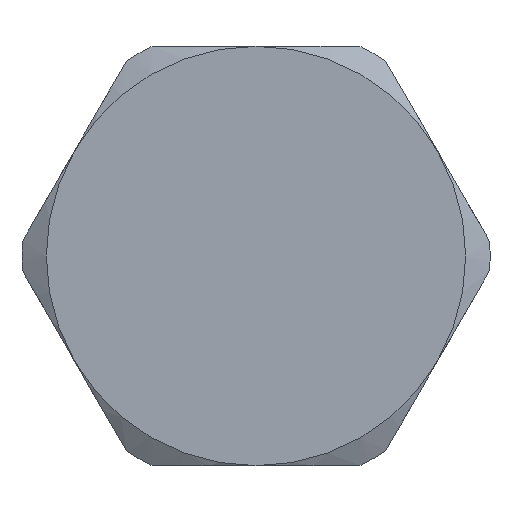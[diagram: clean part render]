
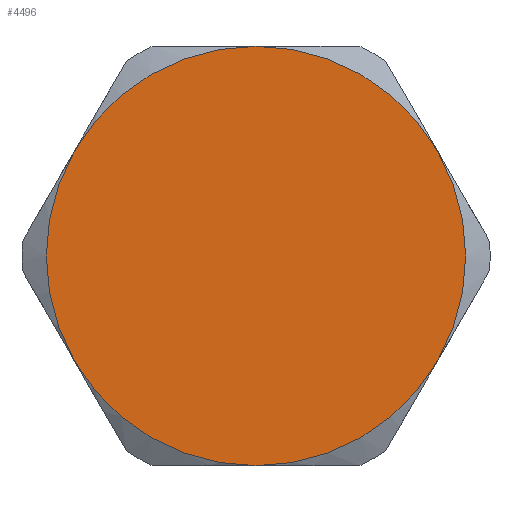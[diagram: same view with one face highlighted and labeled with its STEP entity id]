
A CAD part, left-side view. The second image highlights one B-rep face of the part: STEP entity #4496.
In plain terms, the highlighted planar face has unit normal (-1, 0, 0).
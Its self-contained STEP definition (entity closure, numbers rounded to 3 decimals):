
#333 = CIRCLE ( 'NONE', #8589, 11.11 ) ;
#389 = DIRECTION ( 'NONE',  ( -1., 0., 0. ) ) ;
#457 = CARTESIAN_POINT ( 'NONE',  ( 0., 0., 0. ) ) ;
#631 = DIRECTION ( 'NONE',  ( 1., 0., 0. ) ) ;
#775 = DIRECTION ( 'NONE',  ( 0., 0., -1. ) ) ;
#826 = EDGE_CURVE ( 'NONE', #2029, #5539, #333, .T. ) ;
#1207 = DIRECTION ( 'NONE',  ( -1., 0., 0. ) ) ;
#1217 = DIRECTION ( 'NONE',  ( -1., 0., 0. ) ) ;
#1224 = DIRECTION ( 'NONE',  ( -1., 0., 0. ) ) ;
#1249 = DIRECTION ( 'NONE',  ( 0., 0., 1. ) ) ;
#1282 = CARTESIAN_POINT ( 'NONE',  ( 0., 0., 0. ) ) ;
#1720 = ORIENTED_EDGE ( 'NONE', *, *, #9278, .T. ) ;
#2005 = EDGE_CURVE ( 'NONE', #5070, #6146, #7277, .T. ) ;
#2029 = VERTEX_POINT ( 'NONE', #5839 ) ;
#2210 = CARTESIAN_POINT ( 'NONE',  ( 0., 0., 0. ) ) ;
#2366 = CIRCLE ( 'NONE', #5992, 11.11 ) ;
#2468 = CARTESIAN_POINT ( 'NONE',  ( 0., 0., 0. ) ) ;
#2472 = CARTESIAN_POINT ( 'NONE',  ( 0., 0., 11.11 ) ) ;
#2603 = EDGE_CURVE ( 'NONE', #5973, #5070, #8944, .T. ) ;
#2753 = CIRCLE ( 'NONE', #4220, 11.11 ) ;
#3580 = CARTESIAN_POINT ( 'NONE',  ( 0., -9.622, -5.555 ) ) ;
#3774 = DIRECTION ( 'NONE',  ( 0., 0., 1. ) ) ;
#3787 = CIRCLE ( 'NONE', #4775, 11.11 ) ;
#4220 = AXIS2_PLACEMENT_3D ( 'NONE', #457, #1207, #1249 ) ;
#4265 = DIRECTION ( 'NONE',  ( 0., 0., 1. ) ) ;
#4496 = ADVANCED_FACE ( 'NONE', ( #8329 ), #8407, .F. ) ;
#4775 = AXIS2_PLACEMENT_3D ( 'NONE', #1282, #1217, #5002 ) ;
#4800 = ORIENTED_EDGE ( 'NONE', *, *, #5361, .T. ) ;
#4873 = CARTESIAN_POINT ( 'NONE',  ( 0., -9.622, 5.555 ) ) ;
#4988 = CARTESIAN_POINT ( 'NONE',  ( 0., 0., 0. ) ) ;
#5002 = DIRECTION ( 'NONE',  ( 0., 0., 1. ) ) ;
#5070 = VERTEX_POINT ( 'NONE', #4873 ) ;
#5080 = CARTESIAN_POINT ( 'NONE',  ( 0., 9.622, 5.555 ) ) ;
#5296 = CARTESIAN_POINT ( 'NONE',  ( 0., 0., 0. ) ) ;
#5361 = EDGE_CURVE ( 'NONE', #6146, #7747, #2753, .T. ) ;
#5526 = DIRECTION ( 'NONE',  ( -1., 0., 0. ) ) ;
#5539 = VERTEX_POINT ( 'NONE', #7830 ) ;
#5839 = CARTESIAN_POINT ( 'NONE',  ( 0., 9.622, -5.555 ) ) ;
#5973 = VERTEX_POINT ( 'NONE', #3580 ) ;
#5992 = AXIS2_PLACEMENT_3D ( 'NONE', #2468, #5526, #8593 ) ;
#6077 = DIRECTION ( 'NONE',  ( -1., 0., 0. ) ) ;
#6146 = VERTEX_POINT ( 'NONE', #2472 ) ;
#6268 = AXIS2_PLACEMENT_3D ( 'NONE', #4988, #389, #4265 ) ;
#6435 = AXIS2_PLACEMENT_3D ( 'NONE', #2210, #631, #775 ) ;
#6578 = AXIS2_PLACEMENT_3D ( 'NONE', #7393, #1224, #8451 ) ;
#7277 = CIRCLE ( 'NONE', #6578, 11.11 ) ;
#7393 = CARTESIAN_POINT ( 'NONE',  ( 0., 0., 0. ) ) ;
#7747 = VERTEX_POINT ( 'NONE', #5080 ) ;
#7830 = CARTESIAN_POINT ( 'NONE',  ( 0., 0., -11.11 ) ) ;
#7839 = ORIENTED_EDGE ( 'NONE', *, *, #2603, .T. ) ;
#7856 = ORIENTED_EDGE ( 'NONE', *, *, #9540, .T. ) ;
#7890 = ORIENTED_EDGE ( 'NONE', *, *, #826, .T. ) ;
#8329 = FACE_OUTER_BOUND ( 'NONE', #9980, .T. ) ;
#8407 = PLANE ( 'NONE',  #6435 ) ;
#8451 = DIRECTION ( 'NONE',  ( 0., 0., 1. ) ) ;
#8589 = AXIS2_PLACEMENT_3D ( 'NONE', #5296, #6077, #3774 ) ;
#8593 = DIRECTION ( 'NONE',  ( 0., 0., 1. ) ) ;
#8944 = CIRCLE ( 'NONE', #6268, 11.11 ) ;
#9278 = EDGE_CURVE ( 'NONE', #7747, #2029, #3787, .T. ) ;
#9540 = EDGE_CURVE ( 'NONE', #5539, #5973, #2366, .T. ) ;
#9588 = ORIENTED_EDGE ( 'NONE', *, *, #2005, .T. ) ;
#9980 = EDGE_LOOP ( 'NONE', ( #4800, #1720, #7890, #7856, #7839, #9588 ) ) ;
